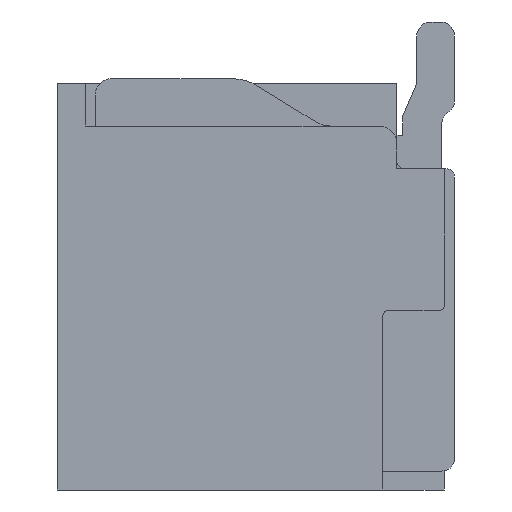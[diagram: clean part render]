
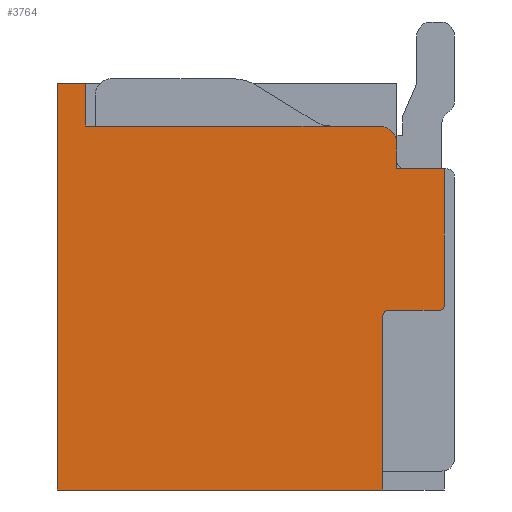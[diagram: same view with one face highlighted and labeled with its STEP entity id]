
A CAD part, left-side view. The second image highlights one B-rep face of the part: STEP entity #3764.
In plain terms, the highlighted planar face has unit normal (-1, 0, 0).
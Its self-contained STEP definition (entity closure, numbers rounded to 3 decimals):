
#60 = DIRECTION ( 'NONE',  ( 0., 0., -1. ) ) ;
#179 = EDGE_CURVE ( 'NONE', #1599, #474, #6952, .T. ) ;
#278 = DIRECTION ( 'NONE',  ( 1., 0., 0. ) ) ;
#374 = CARTESIAN_POINT ( 'NONE',  ( -1.625, 3.79, 1.7 ) ) ;
#474 = VERTEX_POINT ( 'NONE', #7593 ) ;
#645 = ORIENTED_EDGE ( 'NONE', *, *, #3138, .T. ) ;
#688 = CIRCLE ( 'NONE', #1227, 0.052 ) ;
#752 = PLANE ( 'NONE',  #7813 ) ;
#817 = CARTESIAN_POINT ( 'NONE',  ( -1.625, 0.59, -0.25 ) ) ;
#914 = DIRECTION ( 'NONE',  ( 0., 0., 1. ) ) ;
#947 = CARTESIAN_POINT ( 'NONE',  ( -1.625, 0.65, -2.15 ) ) ;
#1003 = DIRECTION ( 'NONE',  ( 0., 0., 1. ) ) ;
#1021 = VECTOR ( 'NONE', #4747, 1000. ) ;
#1083 = VERTEX_POINT ( 'NONE', #374 ) ;
#1139 = DIRECTION ( 'NONE',  ( 0., 1., 0. ) ) ;
#1140 = EDGE_CURVE ( 'NONE', #3397, #7214, #6818, .T. ) ;
#1181 = VECTOR ( 'NONE', #1003, 1000. ) ;
#1227 = AXIS2_PLACEMENT_3D ( 'NONE', #6277, #7504, #1837 ) ;
#1250 = DIRECTION ( 'NONE',  ( 1., 0., 0. ) ) ;
#1349 = VERTEX_POINT ( 'NONE', #7109 ) ;
#1548 = CARTESIAN_POINT ( 'NONE',  ( -1.625, 0.688, 1.512 ) ) ;
#1595 = CARTESIAN_POINT ( 'NONE',  ( -1.625, 0.59, -0.25 ) ) ;
#1599 = VERTEX_POINT ( 'NONE', #947 ) ;
#1663 = LINE ( 'NONE', #5484, #5429 ) ;
#1837 = DIRECTION ( 'NONE',  ( 0., -1., 0. ) ) ;
#1905 = VERTEX_POINT ( 'NONE', #6428 ) ;
#2156 = LINE ( 'NONE', #6222, #1021 ) ;
#2192 = ORIENTED_EDGE ( 'NONE', *, *, #2521, .F. ) ;
#2410 = EDGE_CURVE ( 'NONE', #1599, #7014, #2156, .T. ) ;
#2521 = EDGE_CURVE ( 'NONE', #4720, #3450, #5721, .T. ) ;
#2562 = CARTESIAN_POINT ( 'NONE',  ( -1.625, 3.79, 2.15 ) ) ;
#2912 = CARTESIAN_POINT ( 'NONE',  ( -1.625, 0.65, -0.31 ) ) ;
#2926 = VERTEX_POINT ( 'NONE', #5123 ) ;
#3138 = EDGE_CURVE ( 'NONE', #4548, #1349, #5329, .T. ) ;
#3246 = CARTESIAN_POINT ( 'NONE',  ( -1.625, 0.5, 1.512 ) ) ;
#3343 = VECTOR ( 'NONE', #6159, 1000. ) ;
#3373 = DIRECTION ( 'NONE',  ( -1., 0., 0. ) ) ;
#3397 = VERTEX_POINT ( 'NONE', #6421 ) ;
#3450 = VERTEX_POINT ( 'NONE', #5742 ) ;
#3573 = VECTOR ( 'NONE', #5090, 1000. ) ;
#3600 = VECTOR ( 'NONE', #7406, 1000. ) ;
#3670 = VECTOR ( 'NONE', #60, 1000. ) ;
#3764 = ADVANCED_FACE ( 'NONE', ( #5960 ), #752, .T. ) ;
#3774 = CARTESIAN_POINT ( 'NONE',  ( -1.625, 0.688, 1.7 ) ) ;
#4087 = ORIENTED_EDGE ( 'NONE', *, *, #7842, .F. ) ;
#4102 = CARTESIAN_POINT ( 'NONE',  ( -1.625, 0.688, 1.7 ) ) ;
#4153 = EDGE_CURVE ( 'NONE', #6545, #1083, #6859, .T. ) ;
#4245 = DIRECTION ( 'NONE',  ( 0., 0., 1. ) ) ;
#4300 = DIRECTION ( 'NONE',  ( 0., 1., 0. ) ) ;
#4329 = CARTESIAN_POINT ( 'NONE',  ( -1.625, 0.65, -2.15 ) ) ;
#4371 = CIRCLE ( 'NONE', #7878, 0.188 ) ;
#4548 = VERTEX_POINT ( 'NONE', #1595 ) ;
#4632 = CIRCLE ( 'NONE', #4900, 0.06 ) ;
#4717 = CARTESIAN_POINT ( 'NONE',  ( -1.625, 0., 1.25 ) ) ;
#4720 = VERTEX_POINT ( 'NONE', #3246 ) ;
#4747 = DIRECTION ( 'NONE',  ( 0., 0., 1. ) ) ;
#4846 = LINE ( 'NONE', #4717, #6377 ) ;
#4900 = AXIS2_PLACEMENT_3D ( 'NONE', #7054, #1250, #4997 ) ;
#4997 = DIRECTION ( 'NONE',  ( 0., 1., 0. ) ) ;
#5090 = DIRECTION ( 'NONE',  ( 0., 0., -1. ) ) ;
#5123 = CARTESIAN_POINT ( 'NONE',  ( -1.625, 4.09, 2.15 ) ) ;
#5156 = ORIENTED_EDGE ( 'NONE', *, *, #7778, .T. ) ;
#5250 = ORIENTED_EDGE ( 'NONE', *, *, #4153, .T. ) ;
#5311 = VECTOR ( 'NONE', #4300, 1000. ) ;
#5329 = LINE ( 'NONE', #817, #3343 ) ;
#5429 = VECTOR ( 'NONE', #4245, 1000. ) ;
#5484 = CARTESIAN_POINT ( 'NONE',  ( -1.625, 4.09, -2.15 ) ) ;
#5576 = CARTESIAN_POINT ( 'NONE',  ( -1.625, 3.79, 2.15 ) ) ;
#5715 = EDGE_LOOP ( 'NONE', ( #5250, #6049, #7821, #7050, #6454, #7558, #7096, #645, #4087, #6100, #5156, #2192, #7649 ) ) ;
#5721 = LINE ( 'NONE', #8299, #3573 ) ;
#5742 = CARTESIAN_POINT ( 'NONE',  ( -1.625, 0.5, 1.25 ) ) ;
#5778 = EDGE_CURVE ( 'NONE', #6545, #4720, #4371, .T. ) ;
#5873 = LINE ( 'NONE', #2562, #3670 ) ;
#5911 = VECTOR ( 'NONE', #1139, 1000. ) ;
#5923 = CARTESIAN_POINT ( 'NONE',  ( -1.625, 0., -2.15 ) ) ;
#5952 = CARTESIAN_POINT ( 'NONE',  ( -1.625, 0., 1.25 ) ) ;
#5960 = FACE_OUTER_BOUND ( 'NONE', #5715, .T. ) ;
#6049 = ORIENTED_EDGE ( 'NONE', *, *, #8247, .F. ) ;
#6072 = LINE ( 'NONE', #5576, #5311 ) ;
#6100 = ORIENTED_EDGE ( 'NONE', *, *, #1140, .T. ) ;
#6159 = DIRECTION ( 'NONE',  ( 0., -1., 0. ) ) ;
#6222 = CARTESIAN_POINT ( 'NONE',  ( -1.625, 0.65, -2.15 ) ) ;
#6277 = CARTESIAN_POINT ( 'NONE',  ( -1.625, 0.052, -0.198 ) ) ;
#6377 = VECTOR ( 'NONE', #7417, 1000. ) ;
#6421 = CARTESIAN_POINT ( 'NONE',  ( -1.625, 0., -0.198 ) ) ;
#6428 = CARTESIAN_POINT ( 'NONE',  ( -1.625, 3.79, 2.15 ) ) ;
#6454 = ORIENTED_EDGE ( 'NONE', *, *, #179, .F. ) ;
#6545 = VERTEX_POINT ( 'NONE', #3774 ) ;
#6818 = LINE ( 'NONE', #7404, #1181 ) ;
#6859 = LINE ( 'NONE', #4102, #3600 ) ;
#6952 = LINE ( 'NONE', #4329, #5911 ) ;
#7014 = VERTEX_POINT ( 'NONE', #2912 ) ;
#7050 = ORIENTED_EDGE ( 'NONE', *, *, #7745, .F. ) ;
#7054 = CARTESIAN_POINT ( 'NONE',  ( -1.625, 0.59, -0.31 ) ) ;
#7096 = ORIENTED_EDGE ( 'NONE', *, *, #8183, .T. ) ;
#7109 = CARTESIAN_POINT ( 'NONE',  ( -1.625, 0.052, -0.25 ) ) ;
#7214 = VERTEX_POINT ( 'NONE', #5952 ) ;
#7370 = EDGE_CURVE ( 'NONE', #1905, #2926, #6072, .T. ) ;
#7404 = CARTESIAN_POINT ( 'NONE',  ( -1.625, 0., -0.198 ) ) ;
#7406 = DIRECTION ( 'NONE',  ( 0., 1., 0. ) ) ;
#7417 = DIRECTION ( 'NONE',  ( 0., 1., 0. ) ) ;
#7504 = DIRECTION ( 'NONE',  ( 1., 0., 0. ) ) ;
#7558 = ORIENTED_EDGE ( 'NONE', *, *, #2410, .T. ) ;
#7593 = CARTESIAN_POINT ( 'NONE',  ( -1.625, 4.09, -2.15 ) ) ;
#7649 = ORIENTED_EDGE ( 'NONE', *, *, #5778, .F. ) ;
#7745 = EDGE_CURVE ( 'NONE', #474, #2926, #1663, .T. ) ;
#7778 = EDGE_CURVE ( 'NONE', #7214, #3450, #4846, .T. ) ;
#7813 = AXIS2_PLACEMENT_3D ( 'NONE', #5923, #3373, #7826 ) ;
#7821 = ORIENTED_EDGE ( 'NONE', *, *, #7370, .T. ) ;
#7826 = DIRECTION ( 'NONE',  ( 0., 0., 1. ) ) ;
#7842 = EDGE_CURVE ( 'NONE', #3397, #1349, #688, .T. ) ;
#7878 = AXIS2_PLACEMENT_3D ( 'NONE', #1548, #278, #914 ) ;
#8183 = EDGE_CURVE ( 'NONE', #7014, #4548, #4632, .T. ) ;
#8247 = EDGE_CURVE ( 'NONE', #1905, #1083, #5873, .T. ) ;
#8299 = CARTESIAN_POINT ( 'NONE',  ( -1.625, 0.5, 1.512 ) ) ;
